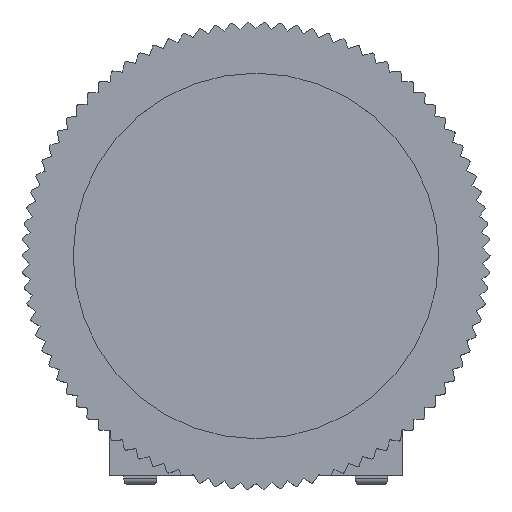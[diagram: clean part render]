
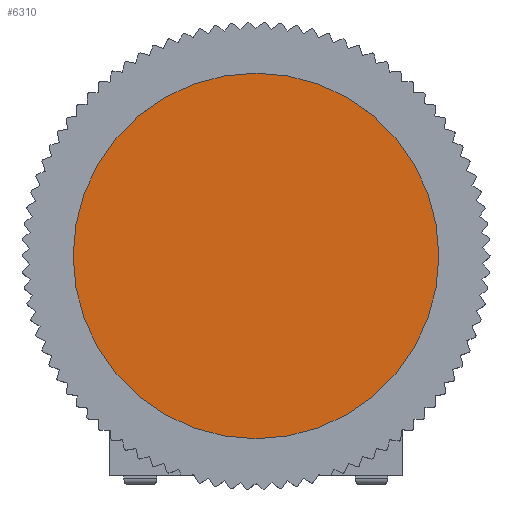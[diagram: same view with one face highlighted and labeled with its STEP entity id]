
A CAD part, top view. The second image highlights one B-rep face of the part: STEP entity #6310.
In plain terms, the highlighted planar face has unit normal (0, 0, 1).
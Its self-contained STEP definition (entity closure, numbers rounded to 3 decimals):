
#23=CIRCLE('',#6690,6.25);
#251=PLANE('',#6691);
#499=FACE_OUTER_BOUND('',#835,.T.);
#835=EDGE_LOOP('',(#4517));
#2724=VERTEX_POINT('',#9275);
#3412=EDGE_CURVE('',#2724,#2724,#23,.T.);
#4517=ORIENTED_EDGE('',*,*,#3412,.F.);
#6310=ADVANCED_FACE('',(#499),#251,.T.);
#6690=AXIS2_PLACEMENT_3D('',#9277,#7442,#7443);
#6691=AXIS2_PLACEMENT_3D('',#9278,#7444,#7445);
#7442=DIRECTION('center_axis',(0.,0.,-1.));
#7443=DIRECTION('ref_axis',(-1.,0.,0.));
#7444=DIRECTION('center_axis',(0.,0.,1.));
#7445=DIRECTION('ref_axis',(-1.,0.,0.));
#9275=CARTESIAN_POINT('',(6.25,2.5,2.9));
#9277=CARTESIAN_POINT('Origin',(0.,2.5,
2.9));
#9278=CARTESIAN_POINT('Origin',(0.,2.5,
2.9));
